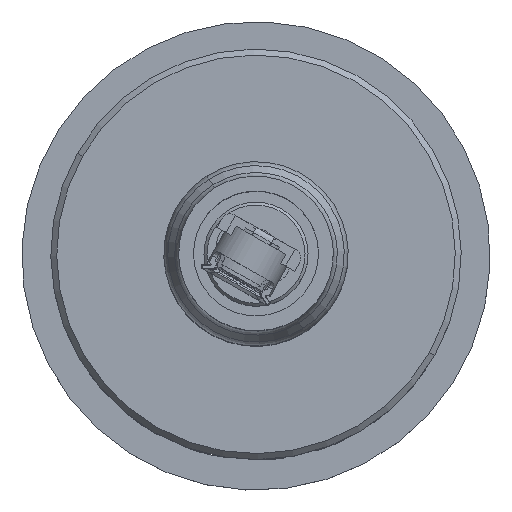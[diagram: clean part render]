
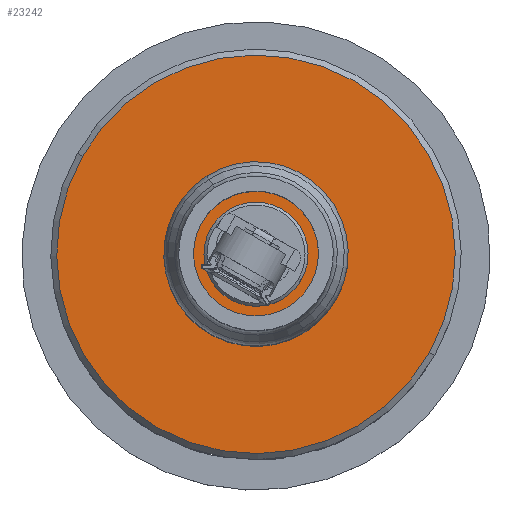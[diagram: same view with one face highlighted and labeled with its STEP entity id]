
A CAD part, top view. The second image highlights one B-rep face of the part: STEP entity #23242.
In plain terms, the highlighted face is planar.
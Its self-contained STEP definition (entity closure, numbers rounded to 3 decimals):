
#22 = CIRCLE ( 'NONE', #6266, 1.75 ) ;
#680 = DIRECTION ( 'NONE',  ( 1., 0., 0. ) ) ;
#899 = AXIS2_PLACEMENT_3D ( 'NONE', #6754, #24002, #23727 ) ;
#2707 = AXIS2_PLACEMENT_3D ( 'NONE', #20660, #24982, #8003 ) ;
#3917 = CARTESIAN_POINT ( 'NONE',  ( 440.44, 253.697, 0. ) ) ;
#4363 = CARTESIAN_POINT ( 'NONE',  ( 440.44, 253.697, 1.75 ) ) ;
#5584 = ORIENTED_EDGE ( 'NONE', *, *, #22927, .T. ) ;
#5800 = ORIENTED_EDGE ( 'NONE', *, *, #14581, .F. ) ;
#6266 = AXIS2_PLACEMENT_3D ( 'NONE', #15584, #680, #13335 ) ;
#6754 = CARTESIAN_POINT ( 'NONE',  ( 440.44, 260.397, 0. ) ) ;
#8003 = DIRECTION ( 'NONE',  ( 0., 0., -1. ) ) ;
#8094 = EDGE_LOOP ( 'NONE', ( #20327, #5584 ) ) ;
#8477 = VERTEX_POINT ( 'NONE', #18262 ) ;
#8567 = CIRCLE ( 'NONE', #25467, 6.7 ) ;
#8664 = DIRECTION ( 'NONE',  ( 1., 0., 0. ) ) ;
#8830 = FACE_BOUND ( 'NONE', #8094, .T. ) ;
#9271 = CIRCLE ( 'NONE', #19496, 6.7 ) ;
#10237 = CIRCLE ( 'NONE', #2707, 1.75 ) ;
#10722 = VERTEX_POINT ( 'NONE', #20872 ) ;
#12376 = DIRECTION ( 'NONE',  ( 1., 0., 0. ) ) ;
#13335 = DIRECTION ( 'NONE',  ( 0., 0., -1. ) ) ;
#14581 = EDGE_CURVE ( 'NONE', #8477, #10722, #8567, .T. ) ;
#15285 = VERTEX_POINT ( 'NONE', #24177 ) ;
#15584 = CARTESIAN_POINT ( 'NONE',  ( 440.44, 253.697, 0. ) ) ;
#16321 = VERTEX_POINT ( 'NONE', #4363 ) ;
#16749 = DIRECTION ( 'NONE',  ( 0., 0., -1. ) ) ;
#18262 = CARTESIAN_POINT ( 'NONE',  ( 440.44, 253.697, 6.7 ) ) ;
#19239 = CARTESIAN_POINT ( 'NONE',  ( 440.44, 253.697, 0. ) ) ;
#19427 = EDGE_CURVE ( 'NONE', #10722, #8477, #9271, .T. ) ;
#19496 = AXIS2_PLACEMENT_3D ( 'NONE', #19239, #8664, #16749 ) ;
#19686 = PLANE ( 'NONE',  #899 ) ;
#20327 = ORIENTED_EDGE ( 'NONE', *, *, #21864, .T. ) ;
#20399 = ORIENTED_EDGE ( 'NONE', *, *, #19427, .F. ) ;
#20660 = CARTESIAN_POINT ( 'NONE',  ( 440.44, 253.697, 0. ) ) ;
#20872 = CARTESIAN_POINT ( 'NONE',  ( 440.44, 253.697, -6.7 ) ) ;
#21864 = EDGE_CURVE ( 'NONE', #15285, #16321, #22, .T. ) ;
#22927 = EDGE_CURVE ( 'NONE', #16321, #15285, #10237, .T. ) ;
#23242 = ADVANCED_FACE ( 'NONE', ( #8830, #25806 ), #19686, .T. ) ;
#23727 = DIRECTION ( 'NONE',  ( 0., 0., 1. ) ) ;
#24002 = DIRECTION ( 'NONE',  ( -1., 0., 0. ) ) ;
#24177 = CARTESIAN_POINT ( 'NONE',  ( 440.44, 253.697, -1.75 ) ) ;
#24782 = DIRECTION ( 'NONE',  ( 0., 0., -1. ) ) ;
#24982 = DIRECTION ( 'NONE',  ( 1., 0., 0. ) ) ;
#25467 = AXIS2_PLACEMENT_3D ( 'NONE', #3917, #12376, #24782 ) ;
#25806 = FACE_OUTER_BOUND ( 'NONE', #25865, .T. ) ;
#25865 = EDGE_LOOP ( 'NONE', ( #20399, #5800 ) ) ;
